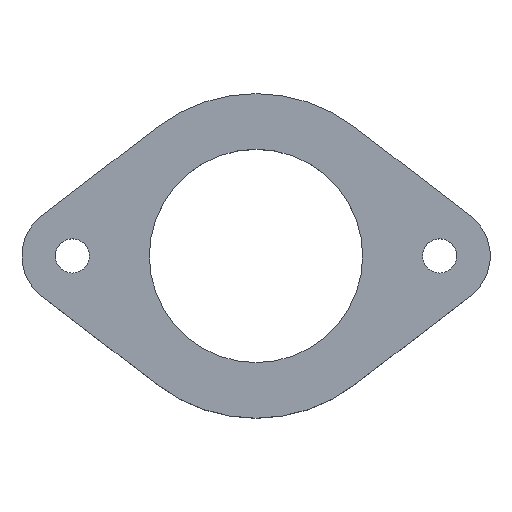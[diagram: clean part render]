
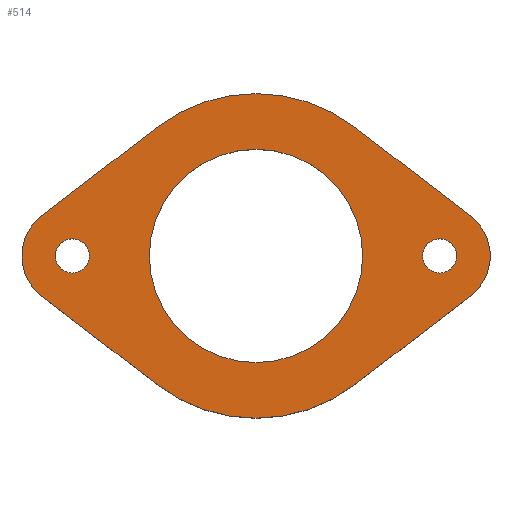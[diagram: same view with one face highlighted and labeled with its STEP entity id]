
A CAD part, top view. The second image highlights one B-rep face of the part: STEP entity #514.
In plain terms, the highlighted planar face has unit normal (0, 0, 1).
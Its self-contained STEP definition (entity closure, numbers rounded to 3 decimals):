
#24=FACE_BOUND('',#99,.T.);
#25=FACE_BOUND('',#100,.T.);
#26=FACE_BOUND('',#101,.T.);
#32=CIRCLE('',#547,1.6);
#33=CIRCLE('',#549,10.);
#35=CIRCLE('',#552,1.6);
#37=CIRCLE('',#556,15.215);
#39=CIRCLE('',#560,4.735);
#41=CIRCLE('',#564,15.215);
#43=CIRCLE('',#568,4.735);
#69=FACE_OUTER_BOUND('',#98,.T.);
#98=EDGE_LOOP('',(#437,#438,#439,#440,#441,#442,#443,#444));
#99=EDGE_LOOP('',(#445));
#100=EDGE_LOOP('',(#446));
#101=EDGE_LOOP('',(#447));
#147=LINE('',#810,#202);
#151=LINE('',#822,#206);
#155=LINE('',#834,#210);
#159=LINE('',#846,#214);
#202=VECTOR('',#662,10.);
#206=VECTOR('',#674,10.);
#210=VECTOR('',#686,10.);
#214=VECTOR('',#698,10.);
#242=VERTEX_POINT('',#790);
#243=VERTEX_POINT('',#794);
#245=VERTEX_POINT('',#800);
#248=VERTEX_POINT('',#807);
#249=VERTEX_POINT('',#809);
#251=VERTEX_POINT('',#815);
#253=VERTEX_POINT('',#821);
#255=VERTEX_POINT('',#827);
#257=VERTEX_POINT('',#833);
#259=VERTEX_POINT('',#839);
#261=VERTEX_POINT('',#845);
#300=EDGE_CURVE('',#242,#242,#32,.T.);
#302=EDGE_CURVE('',#243,#243,#33,.T.);
#305=EDGE_CURVE('',#245,#245,#35,.T.);
#309=EDGE_CURVE('',#249,#248,#147,.T.);
#312=EDGE_CURVE('',#251,#249,#37,.T.);
#315=EDGE_CURVE('',#253,#251,#151,.T.);
#318=EDGE_CURVE('',#255,#253,#39,.T.);
#321=EDGE_CURVE('',#257,#255,#155,.T.);
#324=EDGE_CURVE('',#259,#257,#41,.T.);
#327=EDGE_CURVE('',#261,#259,#159,.T.);
#330=EDGE_CURVE('',#248,#261,#43,.T.);
#437=ORIENTED_EDGE('',*,*,#330,.T.);
#438=ORIENTED_EDGE('',*,*,#327,.T.);
#439=ORIENTED_EDGE('',*,*,#324,.T.);
#440=ORIENTED_EDGE('',*,*,#321,.T.);
#441=ORIENTED_EDGE('',*,*,#318,.T.);
#442=ORIENTED_EDGE('',*,*,#315,.T.);
#443=ORIENTED_EDGE('',*,*,#312,.T.);
#444=ORIENTED_EDGE('',*,*,#309,.T.);
#445=ORIENTED_EDGE('',*,*,#305,.T.);
#446=ORIENTED_EDGE('',*,*,#302,.T.);
#447=ORIENTED_EDGE('',*,*,#300,.T.);
#487=PLANE('',#569);
#514=ADVANCED_FACE('',(#69,#24,#25,#26),#487,.T.);
#547=AXIS2_PLACEMENT_3D('',#791,#643,#644);
#549=AXIS2_PLACEMENT_3D('',#795,#648,#649);
#552=AXIS2_PLACEMENT_3D('',#801,#655,#656);
#556=AXIS2_PLACEMENT_3D('',#816,#668,#669);
#560=AXIS2_PLACEMENT_3D('',#828,#680,#681);
#564=AXIS2_PLACEMENT_3D('',#840,#692,#693);
#568=AXIS2_PLACEMENT_3D('',#850,#704,#705);
#569=AXIS2_PLACEMENT_3D('',#851,#706,#707);
#643=DIRECTION('center_axis',(0.,0.,-1.));
#644=DIRECTION('ref_axis',(1.,0.,0.));
#648=DIRECTION('center_axis',(0.,0.,-1.));
#649=DIRECTION('ref_axis',(1.,0.,0.));
#655=DIRECTION('center_axis',(0.,0.,-1.));
#656=DIRECTION('ref_axis',(1.,0.,0.));
#662=DIRECTION('',(0.793,0.609,0.));
#668=DIRECTION('center_axis',(0.,0.,1.));
#669=DIRECTION('ref_axis',(-0.609,-0.793,0.));
#674=DIRECTION('',(0.793,-0.609,0.));
#680=DIRECTION('center_axis',(0.,0.,1.));
#681=DIRECTION('ref_axis',(-0.609,0.793,0.));
#686=DIRECTION('',(-0.793,-0.609,0.));
#692=DIRECTION('center_axis',(0.,0.,1.));
#693=DIRECTION('ref_axis',(0.609,0.793,0.));
#698=DIRECTION('',(-0.793,0.609,0.));
#704=DIRECTION('center_axis',(0.,0.,1.));
#705=DIRECTION('ref_axis',(0.609,-0.793,0.));
#706=DIRECTION('center_axis',(0.,0.,1.));
#707=DIRECTION('ref_axis',(1.,0.,0.));
#790=CARTESIAN_POINT('',(15.62,0.,7.));
#791=CARTESIAN_POINT('Origin',(17.22,0.,7.));
#794=CARTESIAN_POINT('',(-10.,0.,7.));
#795=CARTESIAN_POINT('Origin',(0.,0.,7.));
#800=CARTESIAN_POINT('',(-18.82,0.,7.));
#801=CARTESIAN_POINT('Origin',(-17.22,0.,7.));
#807=CARTESIAN_POINT('',(20.102,-3.757,7.));
#809=CARTESIAN_POINT('',(9.26,-12.073,7.));
#810=CARTESIAN_POINT('',(20.102,-3.757,7.));
#815=CARTESIAN_POINT('',(-9.26,-12.073,7.));
#816=CARTESIAN_POINT('Origin',(0.,0.,7.));
#821=CARTESIAN_POINT('',(-20.102,-3.757,7.));
#822=CARTESIAN_POINT('',(-20.102,-3.757,7.));
#827=CARTESIAN_POINT('',(-20.102,3.757,7.));
#828=CARTESIAN_POINT('Origin',(-17.22,0.,7.));
#833=CARTESIAN_POINT('',(-9.26,12.073,7.));
#834=CARTESIAN_POINT('',(-20.102,3.757,7.));
#839=CARTESIAN_POINT('',(9.26,12.073,7.));
#840=CARTESIAN_POINT('Origin',(0.,0.,7.));
#845=CARTESIAN_POINT('',(20.102,3.757,7.));
#846=CARTESIAN_POINT('',(9.26,12.073,7.));
#850=CARTESIAN_POINT('Origin',(17.22,0.,7.));
#851=CARTESIAN_POINT('Origin',(0.,0.,
7.));
